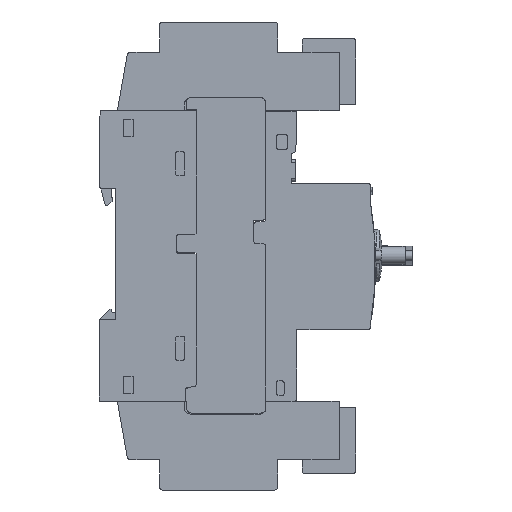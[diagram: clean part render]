
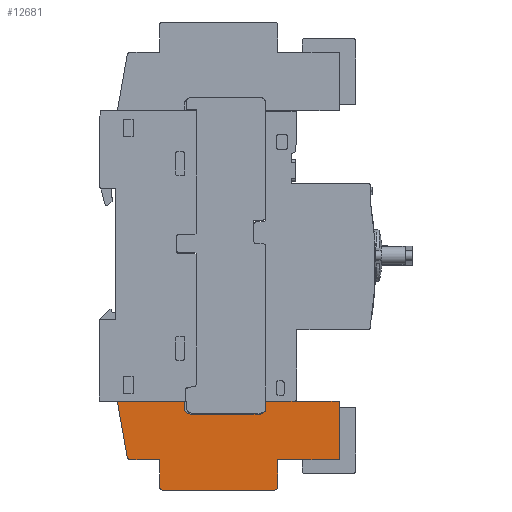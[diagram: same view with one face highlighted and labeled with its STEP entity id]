
A CAD part, left-side view. The second image highlights one B-rep face of the part: STEP entity #12681.
In plain terms, the highlighted planar face has unit normal (-1, 0, 0).
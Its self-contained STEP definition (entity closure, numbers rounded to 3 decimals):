
#6273=VERTEX_POINT('',#17962);
#6389=EDGE_CURVE('',#14363,#12019,#18093,.T.);
#6443=EDGE_CURVE('',#8735,#16045,#18150,.T.);
#6557=EDGE_CURVE('',#12995,#8313,#18274,.T.);
#7689=EDGE_CURVE('',#16067,#9277,#19488,.T.);
#8217=EDGE_CURVE('',#8313,#8735,#20055,.T.);
#8313=VERTEX_POINT('',#20157);
#8727=EDGE_CURVE('',#12135,#14363,#20615,.T.);
#8735=VERTEX_POINT('',#20625);
#9039=EDGE_CURVE('',#14571,#12741,#20963,.T.);
#9277=VERTEX_POINT('',#21218);
#9575=EDGE_CURVE('',#13909,#12995,#21541,.T.);
#9591=VERTEX_POINT('',#21560);
#9885=EDGE_CURVE('',#13563,#10823,#21885,.T.);
#10059=EDGE_CURVE('',#6273,#13563,#22075,.T.);
#10423=VERTEX_POINT('',#22460);
#10571=VERTEX_POINT('',#22620);
#10737=VERTEX_POINT('',#22803);
#10823=VERTEX_POINT('',#22900);
#11131=EDGE_CURVE('',#12019,#6273,#23238,.T.);
#11331=EDGE_CURVE('',#15461,#12741,#23458,.T.);
#11397=EDGE_CURVE('',#16067,#9591,#23534,.T.);
#11583=EDGE_CURVE('',#10571,#16045,#23733,.T.);
#12019=VERTEX_POINT('',#24210);
#12135=VERTEX_POINT('',#24335);
#12147=EDGE_CURVE('',#15461,#10737,#24347,.T.);
#12681=ADVANCED_FACE('',(#24918),#24919,.F.);
#12741=VERTEX_POINT('',#24985);
#12995=VERTEX_POINT('',#25262);
#13563=VERTEX_POINT('',#25873);
#13619=EDGE_CURVE('',#9277,#12135,#25937,.T.);
#13659=EDGE_CURVE('',#10737,#9591,#25981,.T.);
#13909=VERTEX_POINT('',#26262);
#14363=VERTEX_POINT('',#26751);
#14571=VERTEX_POINT('',#26985);
#15383=EDGE_CURVE('',#10423,#10571,#27864,.T.);
#15461=VERTEX_POINT('',#27947);
#16045=VERTEX_POINT('',#28582);
#16067=VERTEX_POINT('',#28605);
#16549=EDGE_CURVE('',#14571,#13909,#29137,.T.);
#16895=EDGE_CURVE('',#10823,#10423,#29514,.T.);
#17962=CARTESIAN_POINT('',(-22.4,-18.7,-70.97));
#18093=LINE('',#30992,#30993);
#18150=LINE('',#31078,#31079);
#18274=LINE('',#31267,#31268);
#19488=LINE('',#33045,#33046);
#20055=CIRCLE('',#33892,1.8);
#20157=CARTESIAN_POINT('',(-22.4,-28.2,-48.3));
#20615=CIRCLE('',#34714,0.8);
#20625=CARTESIAN_POINT('',(-22.4,-26.4,-46.5));
#20963=LINE('',#35188,#35189);
#21218=CARTESIAN_POINT('',(-22.4,-55.1,-62.37));
#21541=CIRCLE('',#36070,1.8);
#21560=CARTESIAN_POINT('',(-22.4,-74.2,-44.3));
#21885=LINE('',#36569,#36570);
#22075=LINE('',#36829,#36830);
#22460=CARTESIAN_POINT('',(-22.4,-8.689,-61.709));
#22620=CARTESIAN_POINT('',(-22.4,-5.62,-44.3));
#22803=CARTESIAN_POINT('',(-22.4,-72.55,-44.3));
#22900=CARTESIAN_POINT('',(-22.4,-9.477,-62.37));
#23238=CIRCLE('',#38510,0.8);
#23458=CIRCLE('',#38833,0.524);
#23534=LINE('',#38929,#38930);
#23733=LINE('',#39224,#39225);
#24210=CARTESIAN_POINT('',(-22.4,-19.5,-71.77));
#24335=CARTESIAN_POINT('',(-22.4,-55.1,-70.97));
#24347=LINE('',#40119,#40120);
#24918=FACE_OUTER_BOUND('',#40979,.T.);
#24919=PLANE('',#40980);
#24985=CARTESIAN_POINT('',(-22.4,-60.5,-44.3));
#25262=CARTESIAN_POINT('',(-22.4,-49.7,-48.3));
#25873=CARTESIAN_POINT('',(-22.4,-18.7,-62.37));
#25937=LINE('',#42495,#42496);
#25981=LINE('',#42557,#42558);
#26262=CARTESIAN_POINT('',(-22.4,-51.5,-46.5));
#26751=CARTESIAN_POINT('',(-22.4,-54.3,-71.77));
#26985=CARTESIAN_POINT('',(-22.4,-51.5,-44.3));
#27864=LINE('',#45370,#45371);
#27947=CARTESIAN_POINT('',(-22.4,-60.654,-44.3));
#28582=CARTESIAN_POINT('',(-22.4,-26.4,-44.3));
#28605=CARTESIAN_POINT('',(-22.4,-74.2,-62.37));
#29137=LINE('',#47228,#47229);
#29514=CIRCLE('',#47801,0.8);
#30992=CARTESIAN_POINT('',(-22.4,-54.3,-71.77));
#30993=VECTOR('',#49435,1.0);
#31078=CARTESIAN_POINT('',(-22.4,-26.4,-50.22));
#31079=VECTOR('',#49486,1.0);
#31267=CARTESIAN_POINT('',(-22.4,-33.916,-48.3));
#31268=VECTOR('',#49627,1.0);
#33045=CARTESIAN_POINT('',(-22.4,-72.7,-62.37));
#33046=VECTOR('',#50807,1.0);
#33892=AXIS2_PLACEMENT_3D('',#51333,#51334,#51335);
#34714=AXIS2_PLACEMENT_3D('',#52017,#52018,#52019);
#35188=CARTESIAN_POINT('',(-22.4,-5.62,-44.3));
#35189=VECTOR('',#52433,1.0);
#36070=AXIS2_PLACEMENT_3D('',#52978,#52979,#52980);
#36569=CARTESIAN_POINT('',(-22.4,-18.7,-62.37));
#36570=VECTOR('',#53399,1.0);
#36829=CARTESIAN_POINT('',(-22.4,-18.7,-70.97));
#36830=VECTOR('',#53631,1.0);
#38510=AXIS2_PLACEMENT_3D('',#54924,#54925,#54926);
#38833=AXIS2_PLACEMENT_3D('',#55189,#55190,#55191);
#38929=CARTESIAN_POINT('',(-22.4,-74.2,-53.335));
#38930=VECTOR('',#55307,1.0);
#39224=CARTESIAN_POINT('',(-22.4,-5.62,-44.3));
#39225=VECTOR('',#55476,1.0);
#40119=CARTESIAN_POINT('',(-22.4,-5.62,-44.3));
#40120=VECTOR('',#56145,1.0);
#40979=EDGE_LOOP('',(#56693,#56694,#56695,#56696,#56697,#56698,#56699,#56700,#56701,#56702,#56703,#56704,#56705,#56706,#56707,#56708,#56709,#56710,#56711,#56712));
#40980=AXIS2_PLACEMENT_3D('',#56713,#56714,#56715);
#42495=CARTESIAN_POINT('',(-22.4,-55.1,-62.37));
#42496=VECTOR('',#57822,1.0);
#42557=CARTESIAN_POINT('',(-22.4,-66.45,-44.3));
#42558=VECTOR('',#57869,1.0);
#45370=CARTESIAN_POINT('',(-22.4,-8.689,-61.709));
#45371=VECTOR('',#60009,1.0);
#47228=CARTESIAN_POINT('',(-22.4,-51.5,-51.42));
#47229=VECTOR('',#61389,1.0);
#47801=AXIS2_PLACEMENT_3D('',#61807,#61808,#61809);
#49435=DIRECTION('',(0.0,1.0,0.0));
#49486=DIRECTION('',(0.0,0.0,1.0));
#49627=DIRECTION('',(-0.0,1.0,0.0));
#50807=DIRECTION('',(0.0,1.0,0.0));
#51333=CARTESIAN_POINT('',(-22.4,-28.2,-46.5));
#51334=DIRECTION('',(1.0,0.0,0.0));
#51335=DIRECTION('',(0.0,0.,-1.0));
#52017=CARTESIAN_POINT('',(-22.4,-54.3,-70.97));
#52018=DIRECTION('',(1.0,0.0,0.0));
#52019=DIRECTION('',(0.0,-1.0,0.));
#52433=DIRECTION('',(0.0,-1.0,0.));
#52978=CARTESIAN_POINT('',(-22.4,-49.7,-46.5));
#52979=DIRECTION('',(1.0,0.0,0.0));
#52980=DIRECTION('',(0.0,-1.0,0.));
#53399=DIRECTION('',(0.0,1.0,0.0));
#53631=DIRECTION('',(0.0,0.0,1.0));
#54924=CARTESIAN_POINT('',(-22.4,-19.5,-70.97));
#54925=DIRECTION('',(1.0,0.0,0.0));
#54926=DIRECTION('',(0.0,0.,-1.0));
#55189=CARTESIAN_POINT('',(-22.4,-60.577,-43.782));
#55190=DIRECTION('',(1.0,0.0,0.0));
#55191=DIRECTION('',(0.0,-0.998,0.061));
#55307=DIRECTION('',(0.0,0.0,1.0));
#55476=DIRECTION('',(0.0,-1.0,0.));
#56145=DIRECTION('',(0.0,-1.0,0.));
#56693=ORIENTED_EDGE('',*,*,#11331,.T.);
#56694=ORIENTED_EDGE('',*,*,#9039,.F.);
#56695=ORIENTED_EDGE('',*,*,#16549,.T.);
#56696=ORIENTED_EDGE('',*,*,#9575,.T.);
#56697=ORIENTED_EDGE('',*,*,#6557,.T.);
#56698=ORIENTED_EDGE('',*,*,#8217,.T.);
#56699=ORIENTED_EDGE('',*,*,#6443,.T.);
#56700=ORIENTED_EDGE('',*,*,#11583,.F.);
#56701=ORIENTED_EDGE('',*,*,#15383,.F.);
#56702=ORIENTED_EDGE('',*,*,#16895,.F.);
#56703=ORIENTED_EDGE('',*,*,#9885,.F.);
#56704=ORIENTED_EDGE('',*,*,#10059,.F.);
#56705=ORIENTED_EDGE('',*,*,#11131,.F.);
#56706=ORIENTED_EDGE('',*,*,#6389,.F.);
#56707=ORIENTED_EDGE('',*,*,#8727,.F.);
#56708=ORIENTED_EDGE('',*,*,#13619,.F.);
#56709=ORIENTED_EDGE('',*,*,#7689,.F.);
#56710=ORIENTED_EDGE('',*,*,#11397,.T.);
#56711=ORIENTED_EDGE('',*,*,#13659,.F.);
#56712=ORIENTED_EDGE('',*,*,#12147,.F.);
#56713=CARTESIAN_POINT('',(-22.4,-39.633,-56.34));
#56714=DIRECTION('',(1.0,0.0,0.0));
#56715=DIRECTION('',(0.0,-1.0,0.0));
#57822=DIRECTION('',(0.0,0.0,-1.0));
#57869=DIRECTION('',(0.0,-1.0,0.0));
#60009=DIRECTION('',(0.0,0.174,0.985));
#61389=DIRECTION('',(0.0,0.0,-1.0));
#61807=CARTESIAN_POINT('',(-22.4,-9.477,-61.57));
#61808=DIRECTION('',(1.0,0.0,0.0));
#61809=DIRECTION('',(0.0,0.,-1.0));
